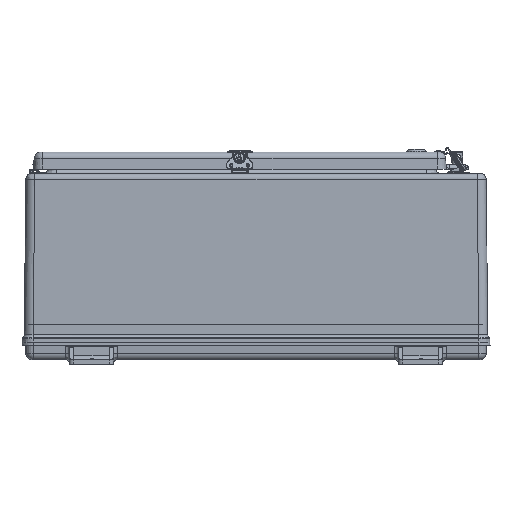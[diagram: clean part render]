
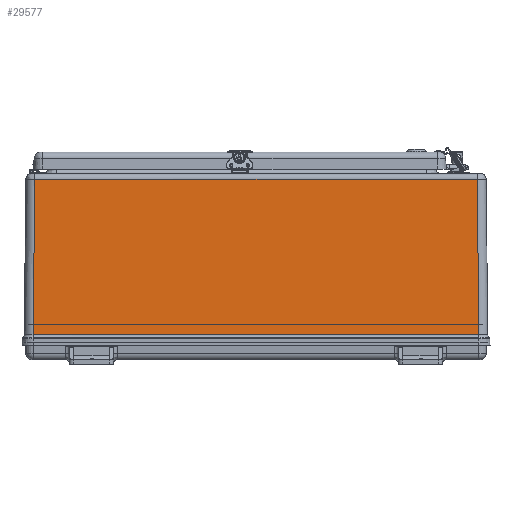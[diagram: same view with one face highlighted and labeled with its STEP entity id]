
A CAD part, left-side view. The second image highlights one B-rep face of the part: STEP entity #29577.
In plain terms, the highlighted planar face has unit normal (-1, 0, 0.011).
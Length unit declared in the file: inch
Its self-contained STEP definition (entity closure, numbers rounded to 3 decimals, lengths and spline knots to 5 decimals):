
#137 = CARTESIAN_POINT ( 'NONE',  ( -15.52413, -12.53081, 0.42973 ) ) ;
#1974 = B_SPLINE_CURVE_WITH_KNOTS ( 'NONE', 3,
 ( #6172, #11158, #137, #43123 ),
 .UNSPECIFIED., .F., .F.,
 ( 4, 4 ),
 ( 0., 1. ),
 .UNSPECIFIED. ) ;
#2481 = CARTESIAN_POINT ( 'NONE',  ( -15.52405, 12.53082, 0.437 ) ) ;
#5725 = AXIS2_PLACEMENT_3D ( 'NONE', #9111, #9795, #47080 ) ;
#6172 = CARTESIAN_POINT ( 'NONE',  ( -15.52405, -12.53082, 0.437 ) ) ;
#9111 = CARTESIAN_POINT ( 'NONE',  ( -15.52405, 13.0308, 0.437 ) ) ;
#9702 = VERTEX_POINT ( 'NONE', #47738 ) ;
#9795 = DIRECTION ( 'NONE',  ( -1., 0., 0.011 ) ) ;
#10590 = VECTOR ( 'NONE', #23668, 39.37008 ) ;
#10861 = CARTESIAN_POINT ( 'NONE',  ( -15.52417, -12.53081, 0.42609 ) ) ;
#11158 = CARTESIAN_POINT ( 'NONE',  ( -15.52409, -12.53081, 0.43336 ) ) ;
#11634 = LINE ( 'NONE', #23313, #10590 ) ;
#11650 = ORIENTED_EDGE ( 'NONE', *, *, #35426, .T. ) ;
#14593 = VERTEX_POINT ( 'NONE', #26337 ) ;
#16218 = ORIENTED_EDGE ( 'NONE', *, *, #36593, .T. ) ;
#16554 = CARTESIAN_POINT ( 'NONE',  ( -15.52405, 12.53082, 0.437 ) ) ;
#17070 = CARTESIAN_POINT ( 'NONE',  ( -15.43041, 12.43718, 9.15673 ) ) ;
#17656 = ORIENTED_EDGE ( 'NONE', *, *, #17903, .F. ) ;
#17903 = EDGE_CURVE ( 'NONE', #49788, #21773, #1974, .T. ) ;
#20744 = LINE ( 'NONE', #28062, #47238 ) ;
#21773 = VERTEX_POINT ( 'NONE', #10861 ) ;
#23313 = CARTESIAN_POINT ( 'NONE',  ( -15.43041, 13.0308, 9.15673 ) ) ;
#23668 = DIRECTION ( 'NONE',  ( 0., 1., 0. ) ) ;
#26081 = LINE ( 'NONE', #63443, #55791 ) ;
#26337 = CARTESIAN_POINT ( 'NONE',  ( -15.43041, 12.43718, 9.15673 ) ) ;
#28062 = CARTESIAN_POINT ( 'NONE',  ( -15.52405, -12.53082, 0.437 ) ) ;
#29577 = ADVANCED_FACE ( 'NONE', ( #68479 ), #69155, .T. ) ;
#30528 = EDGE_CURVE ( 'NONE', #42427, #14593, #40472, .T. ) ;
#33219 = CARTESIAN_POINT ( 'NONE',  ( -15.52405, -12.53082, 0.437 ) ) ;
#35426 = EDGE_CURVE ( 'NONE', #42427, #9702, #43692, .T. ) ;
#36593 = EDGE_CURVE ( 'NONE', #49788, #53317, #20744, .T. ) ;
#38717 = DIRECTION ( 'NONE',  ( -0.011, -0.001, -1. ) ) ;
#40472 = B_SPLINE_CURVE_WITH_KNOTS ( 'NONE', 3,
 ( #2481, #65772, #66135, #17070 ),
 .UNSPECIFIED., .F., .F.,
 ( 4, 4 ),
 ( 0., 1. ),
 .UNSPECIFIED. ) ;
#42427 = VERTEX_POINT ( 'NONE', #16554 ) ;
#43123 = CARTESIAN_POINT ( 'NONE',  ( -15.52417, -12.53081, 0.42609 ) ) ;
#43692 = LINE ( 'NONE', #69690, #43910 ) ;
#43910 = VECTOR ( 'NONE', #38717, 39.37008 ) ;
#45863 = ORIENTED_EDGE ( 'NONE', *, *, #30528, .F. ) ;
#47080 = DIRECTION ( 'NONE',  ( -0.011, 0., -1. ) ) ;
#47238 = VECTOR ( 'NONE', #54745, 39.37008 ) ;
#47738 = CARTESIAN_POINT ( 'NONE',  ( -15.52417, 12.53081, 0.42609 ) ) ;
#49788 = VERTEX_POINT ( 'NONE', #33219 ) ;
#52236 = EDGE_CURVE ( 'NONE', #9702, #21773, #26081, .T. ) ;
#53317 = VERTEX_POINT ( 'NONE', #58420 ) ;
#54745 = DIRECTION ( 'NONE',  ( 0.011, 0.011, 1. ) ) ;
#55723 = EDGE_CURVE ( 'NONE', #53317, #14593, #11634, .T. ) ;
#55791 = VECTOR ( 'NONE', #69495, 39.37008 ) ;
#57256 = EDGE_LOOP ( 'NONE', ( #58463, #17656, #16218, #68453, #45863, #11650 ) ) ;
#58420 = CARTESIAN_POINT ( 'NONE',  ( -15.43041, -12.43718, 9.15673 ) ) ;
#58463 = ORIENTED_EDGE ( 'NONE', *, *, #52236, .T. ) ;
#63443 = CARTESIAN_POINT ( 'NONE',  ( -15.52417, 13.0308, 0.42609 ) ) ;
#65772 = CARTESIAN_POINT ( 'NONE',  ( -15.49284, 12.49961, 3.34358 ) ) ;
#66135 = CARTESIAN_POINT ( 'NONE',  ( -15.46162, 12.4684, 6.25015 ) ) ;
#68453 = ORIENTED_EDGE ( 'NONE', *, *, #55723, .T. ) ;
#68479 = FACE_OUTER_BOUND ( 'NONE', #57256, .T. ) ;
#69155 = PLANE ( 'NONE',  #5725 ) ;
#69495 = DIRECTION ( 'NONE',  ( 0., -1., 0. ) ) ;
#69690 = CARTESIAN_POINT ( 'NONE',  ( -15.52405, 12.53082, 0.437 ) ) ;
